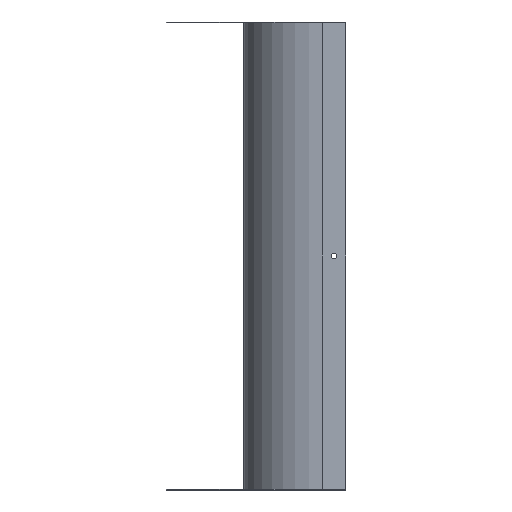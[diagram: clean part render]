
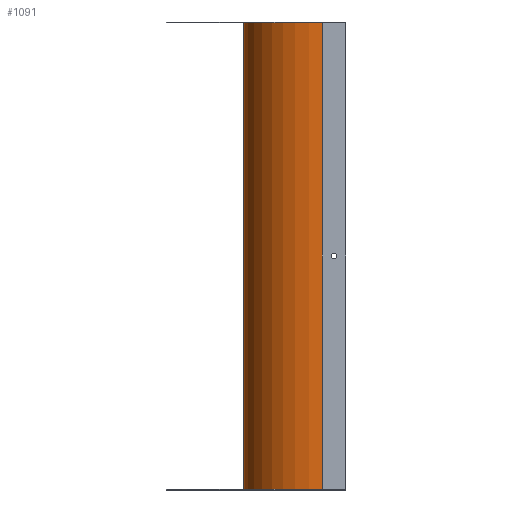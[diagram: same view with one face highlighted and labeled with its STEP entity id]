
A CAD part, left-side view. The second image highlights one B-rep face of the part: STEP entity #1091.
In plain terms, the highlighted cylindrical face has radius 100.8 mm (diameter 201.6 mm), a partial arc.
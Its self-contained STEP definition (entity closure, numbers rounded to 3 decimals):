
#35 = CARTESIAN_POINT ( 'NONE',  ( 200., 130.8, 0. ) ) ;
#102 = CARTESIAN_POINT ( 'NONE',  ( 200., 30., 0. ) ) ;
#103 = DIRECTION ( 'NONE',  ( 0., 0., 1. ) ) ;
#104 = DIRECTION ( 'NONE',  ( -1., 0., 0. ) ) ;
#129 = CARTESIAN_POINT ( 'NONE',  ( 200., 130.8, -599.2 ) ) ;
#130 = DIRECTION ( 'NONE',  ( 0., 0., 1. ) ) ;
#132 = CARTESIAN_POINT ( 'NONE',  ( 200., 30., -598.4 ) ) ;
#133 = DIRECTION ( 'NONE',  ( 0., 0., 1. ) ) ;
#134 = DIRECTION ( 'NONE',  ( 1., 0., 0. ) ) ;
#295 = ORIENTED_EDGE ( 'NONE', *, *, #1498, .T. ) ;
#297 = ORIENTED_EDGE ( 'NONE', *, *, #1242, .T. ) ;
#311 = ORIENTED_EDGE ( 'NONE', *, *, #1483, .F. ) ;
#313 = ORIENTED_EDGE ( 'NONE', *, *, #1496, .F. ) ;
#462 = DIRECTION ( 'NONE',  ( 1., 0., 0. ) ) ;
#463 = DIRECTION ( 'NONE',  ( 0., 0., 1. ) ) ;
#465 = CARTESIAN_POINT ( 'NONE',  ( 200., 30., -599.2 ) ) ;
#679 = AXIS2_PLACEMENT_3D ( 'NONE', #132, #133, #134 ) ;
#682 = AXIS2_PLACEMENT_3D ( 'NONE', #102, #103, #104 ) ;
#755 = EDGE_LOOP ( 'NONE', ( #313, #295, #297, #311 ) ) ;
#946 = LINE ( 'NONE', #1416, #958 ) ;
#958 = VECTOR ( 'NONE', #1417, 1000. ) ;
#995 = CIRCLE ( 'NONE', #682, 100.8 ) ;
#1017 = LINE ( 'NONE', #129, #1020 ) ;
#1020 = VECTOR ( 'NONE', #130, 1000. ) ;
#1021 = CIRCLE ( 'NONE', #679, 100.8 ) ;
#1091 = ADVANCED_FACE ( 'NONE', ( #1523 ), #1530, .T. ) ;
#1138 = AXIS2_PLACEMENT_3D ( 'NONE', #465, #463, #462 ) ;
#1156 = VERTEX_POINT ( 'NONE', #1755 ) ;
#1174 = VERTEX_POINT ( 'NONE', #1779 ) ;
#1215 = VERTEX_POINT ( 'NONE', #1381 ) ;
#1242 = EDGE_CURVE ( 'NONE', #1174, #1156, #946, .T. ) ;
#1279 = VERTEX_POINT ( 'NONE', #35 ) ;
#1381 = CARTESIAN_POINT ( 'NONE',  ( 200., 130.8, -598.4 ) ) ;
#1416 = CARTESIAN_POINT ( 'NONE',  ( 99.2, 30., -599.2 ) ) ;
#1417 = DIRECTION ( 'NONE',  ( 0., 0., 1. ) ) ;
#1483 = EDGE_CURVE ( 'NONE', #1279, #1156, #995, .T. ) ;
#1496 = EDGE_CURVE ( 'NONE', #1215, #1279, #1017, .T. ) ;
#1498 = EDGE_CURVE ( 'NONE', #1215, #1174, #1021, .T. ) ;
#1523 = FACE_OUTER_BOUND ( 'NONE', #755, .T. ) ;
#1530 = CYLINDRICAL_SURFACE ( 'NONE', #1138, 100.8 ) ;
#1755 = CARTESIAN_POINT ( 'NONE',  ( 99.2, 30., 0. ) ) ;
#1779 = CARTESIAN_POINT ( 'NONE',  ( 99.2, 30., -598.4 ) ) ;
